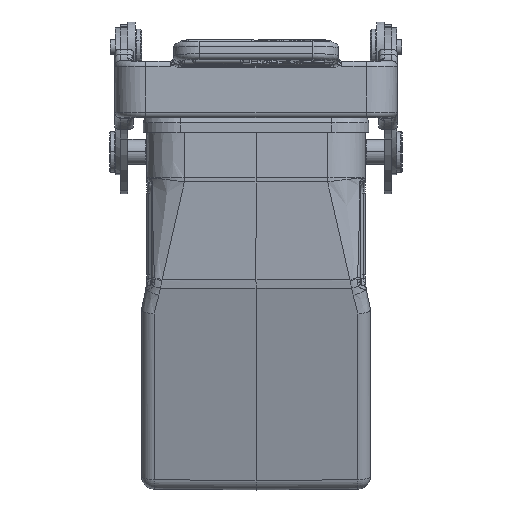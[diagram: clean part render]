
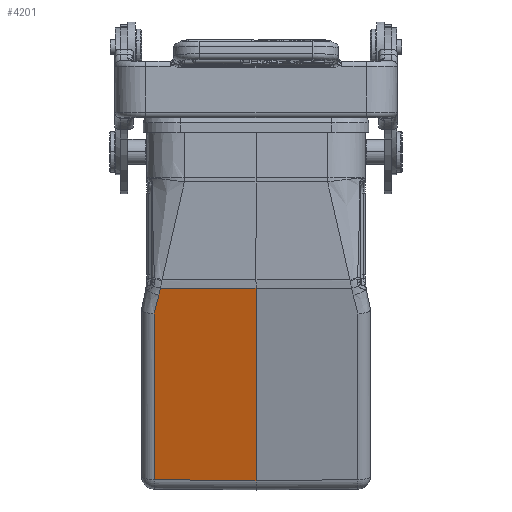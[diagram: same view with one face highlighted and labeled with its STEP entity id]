
A CAD part, left-side view. The second image highlights one B-rep face of the part: STEP entity #4201.
In plain terms, the highlighted planar face has unit normal (-0.966, 0.009, -0.259).
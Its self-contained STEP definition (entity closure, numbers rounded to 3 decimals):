
#4201=ADVANCED_FACE('',(#6892),#5320,.F.);
#5320=PLANE('',#36025);
#6892=FACE_OUTER_BOUND('',#8926,.T.);
#8926=EDGE_LOOP('',(#18776,#18777,#18778,#18779,#18780,#18781));
#10525=B_SPLINE_CURVE_WITH_KNOTS('',3,(#62618,#62619,#62620,#62621),
 .UNSPECIFIED.,.F.,.F.,(4,4),(0.,1.),.UNSPECIFIED.);
#10526=B_SPLINE_CURVE_WITH_KNOTS('',3,(#62659,#62660,#62661,#62662,#62663,
#62664,#62665,#62666),.UNSPECIFIED.,.F.,.F.,(4,2,2,4),(0.,0.25,0.5,
1.),.UNSPECIFIED.);
#10553=B_SPLINE_CURVE_WITH_KNOTS('',3,(#63194,#63195,#63196,#63197),
 .UNSPECIFIED.,.F.,.F.,(4,4),(0.,1.),.UNSPECIFIED.);
#18776=ORIENTED_EDGE('',*,*,#28092,.F.);
#18777=ORIENTED_EDGE('',*,*,#28081,.F.);
#18778=ORIENTED_EDGE('',*,*,#28079,.F.);
#18779=ORIENTED_EDGE('',*,*,#28130,.T.);
#18780=ORIENTED_EDGE('',*,*,#28134,.F.);
#18781=ORIENTED_EDGE('',*,*,#28135,.T.);
#23481=VERTEX_POINT('',#62617);
#23482=VERTEX_POINT('',#62622);
#23483=VERTEX_POINT('',#62667);
#23487=VERTEX_POINT('',#62851);
#23501=VERTEX_POINT('',#63198);
#23502=VERTEX_POINT('',#63207);
#28079=EDGE_CURVE('',#23481,#23482,#10525,.T.);
#28081=EDGE_CURVE('',#23482,#23483,#10526,.T.);
#28092=EDGE_CURVE('',#23483,#23487,#30967,.T.);
#28130=EDGE_CURVE('',#23481,#23501,#10553,.T.);
#28134=EDGE_CURVE('',#23502,#23501,#30978,.T.);
#28135=EDGE_CURVE('',#23502,#23487,#30979,.T.);
#30967=LINE('',#62850,#33381);
#30978=LINE('',#63208,#33392);
#30979=LINE('',#63210,#33393);
#33381=VECTOR('',#43376,1.);
#33392=VECTOR('',#43453,1.);
#33393=VECTOR('',#43456,1.);
#36025=AXIS2_PLACEMENT_3D('',#63211,#43457,#43458);
#43376=DIRECTION('',(-0.009,-1.,-0.002));
#43453=DIRECTION('',(0.007,1.,0.009));
#43456=DIRECTION('',(-0.259,0.,0.966));
#43457=DIRECTION('',(0.966,-0.009,0.259));
#43458=DIRECTION('',(-0.259,0.,0.966));
#62617=CARTESIAN_POINT('',(-33.046,20.022,-37.394));
#62618=CARTESIAN_POINT('',(-33.046,20.022,-37.394));
#62619=CARTESIAN_POINT('',(-33.193,19.921,-36.852));
#62620=CARTESIAN_POINT('',(-33.531,19.697,-35.591));
#62621=CARTESIAN_POINT('',(-34.05,19.116,-33.678));
#62622=CARTESIAN_POINT('',(-34.05,19.116,-33.678));
#62659=CARTESIAN_POINT('',(-34.055,19.116,-33.679));
#62660=CARTESIAN_POINT('',(-34.076,19.089,-33.59));
#62661=CARTESIAN_POINT('',(-34.1,19.059,-33.486));
#62662=CARTESIAN_POINT('',(-34.161,18.997,-33.252));
#62663=CARTESIAN_POINT('',(-34.188,18.971,-33.148));
#62664=CARTESIAN_POINT('',(-34.334,18.845,-32.629));
#62665=CARTESIAN_POINT('',(-34.399,18.792,-32.411));
#62666=CARTESIAN_POINT('',(-34.425,18.768,-32.319));
#62667=CARTESIAN_POINT('',(-34.418,18.767,-32.316));
#62850=CARTESIAN_POINT('',(-34.418,18.767,-32.316));
#62851=CARTESIAN_POINT('',(-34.58,0.,-32.345));
#63194=CARTESIAN_POINT('',(-33.046,20.022,-37.394));
#63195=CARTESIAN_POINT('',(-30.136,20.022,-48.254));
#63196=CARTESIAN_POINT('',(-27.227,20.022,-59.113));
#63197=CARTESIAN_POINT('',(-24.317,20.022,-69.972));
#63198=CARTESIAN_POINT('',(-24.317,20.022,-69.972));
#63207=CARTESIAN_POINT('',(-24.451,0.,-70.147));
#63208=CARTESIAN_POINT('',(-24.451,0.,-70.147));
#63210=CARTESIAN_POINT('',(-24.451,0.,-70.147));
#63211=CARTESIAN_POINT('',(-29.431,10.011,-51.223));
